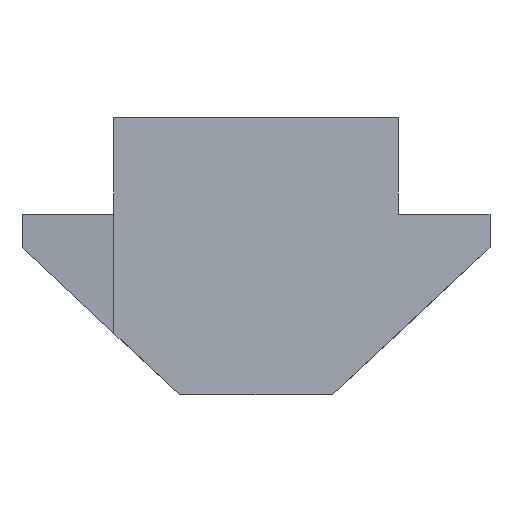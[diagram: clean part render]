
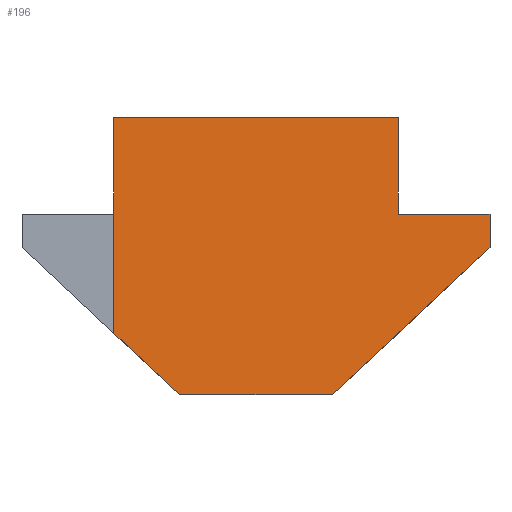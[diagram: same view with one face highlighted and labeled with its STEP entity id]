
A CAD part, left-side view. The second image highlights one B-rep face of the part: STEP entity #196.
In plain terms, the highlighted planar face has unit normal (-0.707, -0.707, 0).
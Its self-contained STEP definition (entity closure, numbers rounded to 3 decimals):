
#196=ADVANCED_FACE('',(#214),#215,.F.);
#214=FACE_OUTER_BOUND('',#248,.T.);
#215=PLANE('',#249);
#248=EDGE_LOOP('',(#287,#288,#289,#290,#291,#292,#293,#294,#295));
#249=AXIS2_PLACEMENT_3D('',#296,#297,#298);
#287=ORIENTED_EDGE('',*,*,#414,.F.);
#288=ORIENTED_EDGE('',*,*,#415,.F.);
#289=ORIENTED_EDGE('',*,*,#416,.F.);
#290=ORIENTED_EDGE('',*,*,#417,.F.);
#291=ORIENTED_EDGE('',*,*,#418,.F.);
#292=ORIENTED_EDGE('',*,*,#419,.F.);
#293=ORIENTED_EDGE('',*,*,#420,.F.);
#294=ORIENTED_EDGE('',*,*,#421,.T.);
#295=ORIENTED_EDGE('',*,*,#410,.F.);
#296=CARTESIAN_POINT('',(1.75,-7.0,-5.4));
#297=DIRECTION('',(0.707,0.707,0.));
#298=DIRECTION('',(-0.707,0.707,0.));
#410=EDGE_CURVE('',#451,#452,#453,.F.);
#414=EDGE_CURVE('',#459,#451,#460,.F.);
#415=EDGE_CURVE('',#461,#459,#462,.F.);
#416=EDGE_CURVE('',#463,#461,#464,.T.);
#417=EDGE_CURVE('',#465,#463,#466,.T.);
#418=EDGE_CURVE('',#467,#465,#468,.T.);
#419=EDGE_CURVE('',#469,#467,#470,.T.);
#420=EDGE_CURVE('',#471,#469,#472,.T.);
#421=EDGE_CURVE('',#471,#452,#473,.T.);
#451=VERTEX_POINT('',#519);
#452=VERTEX_POINT('',#520);
#453=LINE('',#521,#522);
#459=VERTEX_POINT('',#531);
#460=LINE('',#532,#533);
#461=VERTEX_POINT('',#534);
#462=LINE('',#535,#536);
#463=VERTEX_POINT('',#537);
#464=LINE('',#538,#539);
#465=VERTEX_POINT('',#540);
#466=LINE('',#541,#542);
#467=VERTEX_POINT('',#543);
#468=LINE('',#544,#545);
#469=VERTEX_POINT('',#546);
#470=LINE('',#547,#548);
#471=VERTEX_POINT('',#549);
#472=LINE('',#550,#551);
#473=LINE('',#552,#553);
#519=CARTESIAN_POINT('',(-1.0,-4.25,0.));
#520=CARTESIAN_POINT('',(1.75,-7.0,0.));
#521=CARTESIAN_POINT('',(1.75,-7.0,0.));
#522=VECTOR('',#623,1.0);
#531=CARTESIAN_POINT('',(-1.0,-4.25,2.9));
#532=CARTESIAN_POINT('',(-1.0,-4.25,-5.4));
#533=VECTOR('',#627,1.0);
#534=CARTESIAN_POINT('',(-9.5,4.25,2.9));
#535=CARTESIAN_POINT('',(1.75,-7.0,2.9));
#536=VECTOR('',#628,1.0);
#537=CARTESIAN_POINT('',(-9.5,4.25,0.));
#538=CARTESIAN_POINT('',(-9.5,4.25,-5.4));
#539=VECTOR('',#629,1.0);
#540=CARTESIAN_POINT('',(-9.5,4.25,-3.565));
#541=CARTESIAN_POINT('',(-9.5,4.25,-5.4));
#542=VECTOR('',#630,1.0);
#543=CARTESIAN_POINT('',(-7.532,2.282,-5.4));
#544=CARTESIAN_POINT('',(-7.532,2.282,-5.4));
#545=VECTOR('',#631,1.0);
#546=CARTESIAN_POINT('',(-2.968,-2.282,-5.4));
#547=CARTESIAN_POINT('',(1.75,-7.0,-5.4));
#548=VECTOR('',#632,1.0);
#549=CARTESIAN_POINT('',(1.75,-7.0,-1.0));
#550=CARTESIAN_POINT('',(1.75,-7.0,-1.0));
#551=VECTOR('',#633,1.0);
#552=CARTESIAN_POINT('',(1.75,-7.0,-5.4));
#553=VECTOR('',#634,1.0);
#623=DIRECTION('',(-0.707,0.707,0.));
#627=DIRECTION('',(0.,0.,1.0));
#628=DIRECTION('',(-0.707,0.707,0.));
#629=DIRECTION('',(0.,0.,1.0));
#630=DIRECTION('',(0.,0.,1.0));
#631=DIRECTION('',(-0.59,0.59,0.551));
#632=DIRECTION('',(-0.707,0.707,0.));
#633=DIRECTION('',(-0.59,0.59,-0.551));
#634=DIRECTION('',(0.,0.,1.0));
